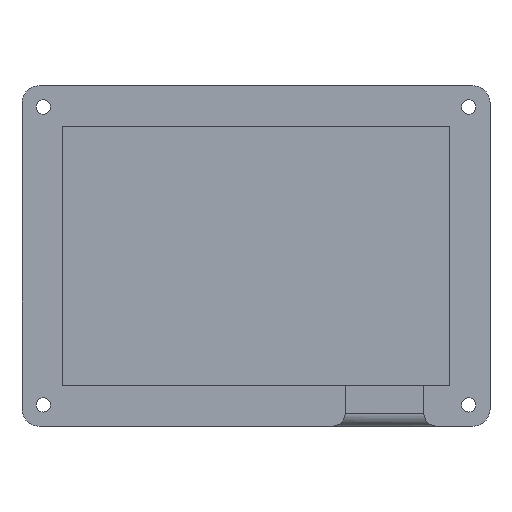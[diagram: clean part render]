
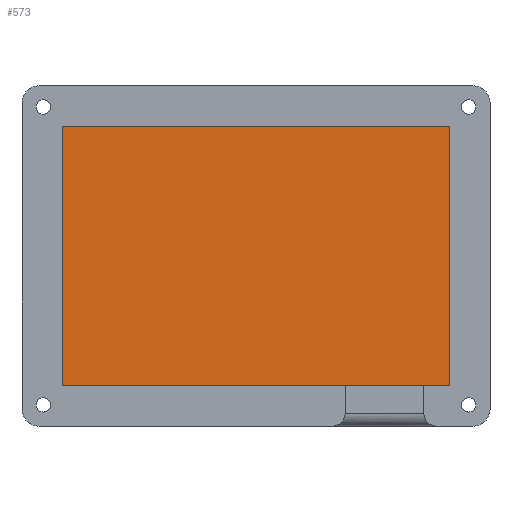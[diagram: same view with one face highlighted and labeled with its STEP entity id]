
A CAD part, top view. The second image highlights one B-rep face of the part: STEP entity #573.
In plain terms, the highlighted planar face has unit normal (0, 0, 1).
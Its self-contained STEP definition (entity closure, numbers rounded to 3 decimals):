
#36=PLANE('',#636);
#61=FACE_OUTER_BOUND('',#98,.T.);
#98=EDGE_LOOP('',(#474,#475,#476,#477));
#187=LINE('',#947,#238);
#189=LINE('',#951,#240);
#190=LINE('',#953,#241);
#191=LINE('',#954,#242);
#238=VECTOR('',#767,10.);
#240=VECTOR('',#771,10.);
#241=VECTOR('',#772,10.);
#242=VECTOR('',#773,10.);
#289=VERTEX_POINT('',#944);
#290=VERTEX_POINT('',#946);
#291=VERTEX_POINT('',#950);
#292=VERTEX_POINT('',#952);
#357=EDGE_CURVE('',#289,#290,#187,.T.);
#359=EDGE_CURVE('',#291,#289,#189,.T.);
#360=EDGE_CURVE('',#292,#291,#190,.T.);
#361=EDGE_CURVE('',#290,#292,#191,.T.);
#474=ORIENTED_EDGE('',*,*,#357,.F.);
#475=ORIENTED_EDGE('',*,*,#359,.F.);
#476=ORIENTED_EDGE('',*,*,#360,.F.);
#477=ORIENTED_EDGE('',*,*,#361,.F.);
#573=ADVANCED_FACE('',(#61),#36,.T.);
#636=AXIS2_PLACEMENT_3D('',#949,#769,#770);
#767=DIRECTION('',(-1.,0.,0.));
#769=DIRECTION('center_axis',(0.,0.,1.));
#770=DIRECTION('ref_axis',(1.,0.,0.));
#771=DIRECTION('',(0.,-1.,0.));
#772=DIRECTION('',(1.,0.,0.));
#773=DIRECTION('',(0.,1.,0.));
#944=CARTESIAN_POINT('',(45.5,-30.5,3.));
#946=CARTESIAN_POINT('',(-45.5,-30.5,3.));
#947=CARTESIAN_POINT('',(22.75,-30.5,3.));
#949=CARTESIAN_POINT('Origin',(0.,0.,
3.));
#950=CARTESIAN_POINT('',(45.5,30.5,3.));
#951=CARTESIAN_POINT('',(45.5,15.25,3.));
#952=CARTESIAN_POINT('',(-45.5,30.5,3.));
#953=CARTESIAN_POINT('',(-22.75,30.5,3.));
#954=CARTESIAN_POINT('',(-45.5,-15.25,3.));
